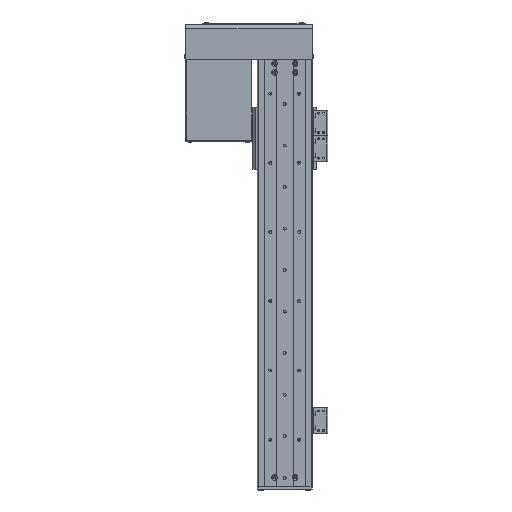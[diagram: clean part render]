
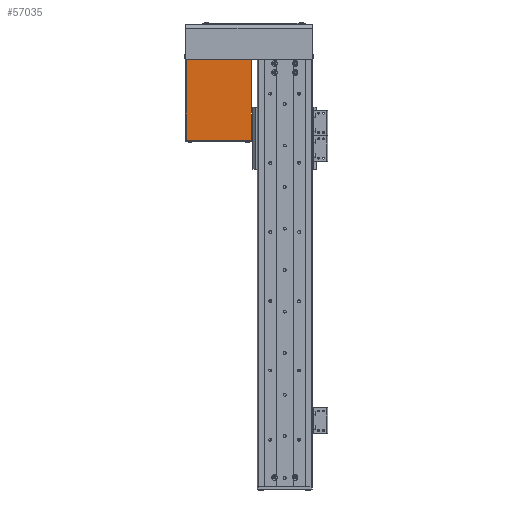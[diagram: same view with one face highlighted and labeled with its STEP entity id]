
A CAD part, front view. The second image highlights one B-rep face of the part: STEP entity #57035.
In plain terms, the highlighted face is planar.
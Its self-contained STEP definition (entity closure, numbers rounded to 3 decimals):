
#807 = ORIENTED_EDGE ( 'NONE', *, *, #50083, .T. ) ;
#1235 = VERTEX_POINT ( 'NONE', #26932 ) ;
#2593 = CARTESIAN_POINT ( 'NONE',  ( 47.5, 33.5, -58.5 ) ) ;
#3208 = CARTESIAN_POINT ( 'NONE',  ( -47., 33.5, 58.5 ) ) ;
#3380 = DIRECTION ( 'NONE',  ( 0., -1., 0. ) ) ;
#4481 = EDGE_LOOP ( 'NONE', ( #17053, #807, #42452, #28796 ) ) ;
#5829 = LINE ( 'NONE', #9768, #40868 ) ;
#7788 = PLANE ( 'NONE',  #53005 ) ;
#7832 = DIRECTION ( 'NONE',  ( 0., 0., 1. ) ) ;
#9768 = CARTESIAN_POINT ( 'NONE',  ( 47.5, 33.5, 58.5 ) ) ;
#10133 = CARTESIAN_POINT ( 'NONE',  ( 47., 33.5, 58.5 ) ) ;
#10455 = VECTOR ( 'NONE', #7832, 1000. ) ;
#14369 = DIRECTION ( 'NONE',  ( -1., 0., 0. ) ) ;
#14518 = EDGE_CURVE ( 'NONE', #1235, #55280, #51578, .T. ) ;
#15029 = EDGE_CURVE ( 'NONE', #1235, #32955, #5829, .T. ) ;
#16507 = LINE ( 'NONE', #2593, #42231 ) ;
#16598 = VECTOR ( 'NONE', #42083, 1000. ) ;
#17053 = ORIENTED_EDGE ( 'NONE', *, *, #46458, .T. ) ;
#25841 = DIRECTION ( 'NONE',  ( -1., 0., 0. ) ) ;
#26932 = CARTESIAN_POINT ( 'NONE',  ( 47., 33.5, 58.5 ) ) ;
#28796 = ORIENTED_EDGE ( 'NONE', *, *, #14518, .T. ) ;
#30828 = CARTESIAN_POINT ( 'NONE',  ( 47.5, 33.5, 58.5 ) ) ;
#32955 = VERTEX_POINT ( 'NONE', #52661 ) ;
#35400 = DIRECTION ( 'NONE',  ( 1., 0., 0. ) ) ;
#40738 = CARTESIAN_POINT ( 'NONE',  ( 47., 33.5, -58.5 ) ) ;
#40868 = VECTOR ( 'NONE', #14369, 1000. ) ;
#42083 = DIRECTION ( 'NONE',  ( 0., 0., -1. ) ) ;
#42231 = VECTOR ( 'NONE', #25841, 1000. ) ;
#42452 = ORIENTED_EDGE ( 'NONE', *, *, #15029, .F. ) ;
#43204 = CARTESIAN_POINT ( 'NONE',  ( -47., 33.5, -58.5 ) ) ;
#46458 = EDGE_CURVE ( 'NONE', #55280, #48996, #16507, .T. ) ;
#46862 = LINE ( 'NONE', #3208, #10455 ) ;
#48996 = VERTEX_POINT ( 'NONE', #43204 ) ;
#50083 = EDGE_CURVE ( 'NONE', #48996, #32955, #46862, .T. ) ;
#51578 = LINE ( 'NONE', #10133, #16598 ) ;
#52638 = FACE_OUTER_BOUND ( 'NONE', #4481, .T. ) ;
#52661 = CARTESIAN_POINT ( 'NONE',  ( -47., 33.5, 58.5 ) ) ;
#53005 = AXIS2_PLACEMENT_3D ( 'NONE', #30828, #3380, #35400 ) ;
#55280 = VERTEX_POINT ( 'NONE', #40738 ) ;
#57035 = ADVANCED_FACE ( 'NONE', ( #52638 ), #7788, .F. ) ;
